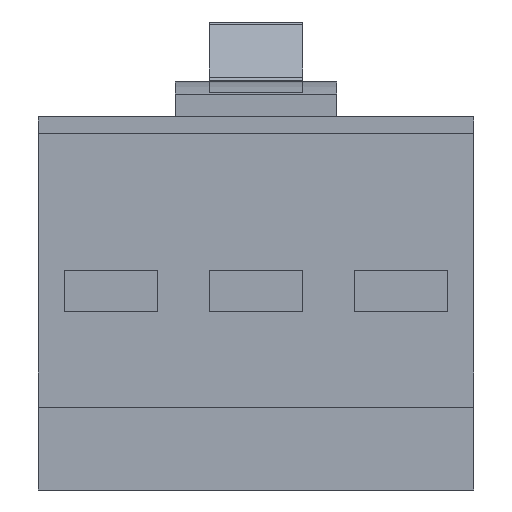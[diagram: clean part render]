
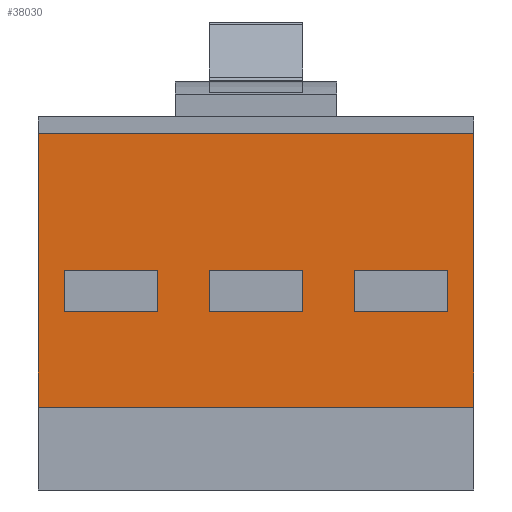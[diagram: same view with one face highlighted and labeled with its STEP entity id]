
A CAD part, front view. The second image highlights one B-rep face of the part: STEP entity #38030.
In plain terms, the highlighted planar face has unit normal (0, -1, 0).
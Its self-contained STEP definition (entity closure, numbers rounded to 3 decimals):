
#6330=CARTESIAN_POINT('',(-105.,-170.,-8.));
#6340=VERTEX_POINT('',#6330);
#6370=CARTESIAN_POINT('',(-105.,-170.,0.));
#6380=DIRECTION('',(0.,0.,-1.));
#6390=VECTOR('',#6380,1.);
#6400=LINE('',#6370,#6390);
#6410=CARTESIAN_POINT('',(-105.,-170.,-140.));
#6420=VERTEX_POINT('',#6410);
#6430=EDGE_CURVE('',#6340,#6420,#6400,.T.);
#21680=CARTESIAN_POINT('',(-22.5,-170.,-74.));
#21690=VERTEX_POINT('',#21680);
#21720=CARTESIAN_POINT('',(0.,-170.,-74.));
#21730=DIRECTION('',(1.,0.,0.));
#21740=VECTOR('',#21730,1.);
#21750=LINE('',#21720,#21740);
#21760=CARTESIAN_POINT('',(22.5,-170.,-74.));
#21770=VERTEX_POINT('',#21760);
#21780=EDGE_CURVE('',#21690,#21770,#21750,.T.);
#22920=CARTESIAN_POINT('',(92.5,-170.,0.));
#22930=DIRECTION('',(0.,0.,-1.));
#22940=VECTOR('',#22930,1.);
#22950=LINE('',#22920,#22940);
#22960=CARTESIAN_POINT('',(92.5,-170.,-74.));
#22970=VERTEX_POINT('',#22960);
#22980=CARTESIAN_POINT('',(92.5,-170.,-94.));
#22990=VERTEX_POINT('',#22980);
#23000=EDGE_CURVE('',#22970,#22990,#22950,.T.);
#25140=CARTESIAN_POINT('',(105.,-170.,-8.));
#25150=VERTEX_POINT('',#25140);
#25180=CARTESIAN_POINT('',(0.,-170.,-8.));
#25190=DIRECTION('',(1.,0.,0.));
#25200=VECTOR('',#25190,1.);
#25210=LINE('',#25180,#25200);
#25220=EDGE_CURVE('',#6340,#25150,#25210,.T.);
#25940=CARTESIAN_POINT('',(47.5,-170.,0.));
#25950=DIRECTION('',(0.,0.,-1.));
#25960=VECTOR('',#25950,1.);
#25970=LINE('',#25940,#25960);
#25980=CARTESIAN_POINT('',(47.5,-170.,-74.));
#25990=VERTEX_POINT('',#25980);
#26000=CARTESIAN_POINT('',(47.5,-170.,-94.));
#26010=VERTEX_POINT('',#26000);
#26020=EDGE_CURVE('',#25990,#26010,#25970,.T.);
#28730=CARTESIAN_POINT('',(0.,-170.,-94.));
#28740=DIRECTION('',(1.,0.,0.));
#28750=VECTOR('',#28740,1.);
#28760=LINE('',#28730,#28750);
#28770=EDGE_CURVE('',#26010,#22990,#28760,.T.);
#30610=CARTESIAN_POINT('',(22.5,-170.,0.));
#30620=DIRECTION('',(0.,0.,-1.));
#30630=VECTOR('',#30620,1.);
#30640=LINE('',#30610,#30630);
#30650=CARTESIAN_POINT('',(22.5,-170.,-94.));
#30660=VERTEX_POINT('',#30650);
#30670=EDGE_CURVE('',#21770,#30660,#30640,.T.);
#31910=CARTESIAN_POINT('',(0.,-170.,-74.));
#31920=DIRECTION('',(-1.,0.,0.));
#31930=VECTOR('',#31920,1.);
#31940=LINE('',#31910,#31930);
#31950=CARTESIAN_POINT('',(-47.5,-170.,-74.));
#31960=VERTEX_POINT('',#31950);
#31970=CARTESIAN_POINT('',(-92.5,-170.,-74.));
#31980=VERTEX_POINT('',#31970);
#31990=EDGE_CURVE('',#31960,#31980,#31940,.T.);
#32490=CARTESIAN_POINT('',(-47.5,-170.,-94.));
#32500=VERTEX_POINT('',#32490);
#32530=CARTESIAN_POINT('',(0.,-170.,-94.));
#32540=DIRECTION('',(1.,0.,0.));
#32550=VECTOR('',#32540,1.);
#32560=LINE('',#32530,#32550);
#32570=CARTESIAN_POINT('',(-92.5,-170.,-94.));
#32580=VERTEX_POINT('',#32570);
#32590=EDGE_CURVE('',#32580,#32500,#32560,.T.);
#33990=CARTESIAN_POINT('',(-22.5,-170.,0.));
#34000=DIRECTION('',(0.,0.,1.));
#34010=VECTOR('',#34000,1.);
#34020=LINE('',#33990,#34010);
#34030=CARTESIAN_POINT('',(-22.5,-170.,-94.));
#34040=VERTEX_POINT('',#34030);
#34050=EDGE_CURVE('',#34040,#21690,#34020,.T.);
#34300=CARTESIAN_POINT('',(-92.5,-170.,0.));
#34310=DIRECTION('',(0.,0.,-1.));
#34320=VECTOR('',#34310,1.);
#34330=LINE('',#34300,#34320);
#34340=EDGE_CURVE('',#31980,#32580,#34330,.T.);
#34510=CARTESIAN_POINT('',(0.,-170.,-94.));
#34520=DIRECTION('',(1.,0.,0.));
#34530=VECTOR('',#34520,1.);
#34540=LINE('',#34510,#34530);
#34550=EDGE_CURVE('',#34040,#30660,#34540,.T.);
#35630=CARTESIAN_POINT('',(-47.5,-170.,0.));
#35640=DIRECTION('',(0.,0.,1.));
#35650=VECTOR('',#35640,1.);
#35660=LINE('',#35630,#35650);
#35670=EDGE_CURVE('',#32500,#31960,#35660,.T.);
#36040=CARTESIAN_POINT('',(0.,-170.,-74.));
#36050=DIRECTION('',(-1.,0.,0.));
#36060=VECTOR('',#36050,1.);
#36070=LINE('',#36040,#36060);
#36080=EDGE_CURVE('',#22970,#25990,#36070,.T.);
#37090=CARTESIAN_POINT('',(105.,-170.,-140.));
#37100=VERTEX_POINT('',#37090);
#37130=CARTESIAN_POINT('',(105.,-170.,0.));
#37140=DIRECTION('',(0.,0.,1.));
#37150=VECTOR('',#37140,1.);
#37160=LINE('',#37130,#37150);
#37170=EDGE_CURVE('',#37100,#25150,#37160,.T.);
#37440=CARTESIAN_POINT('',(0.,-170.,-140.));
#37450=DIRECTION('',(-1.,0.,0.));
#37460=VECTOR('',#37450,1.);
#37470=LINE('',#37440,#37460);
#37480=EDGE_CURVE('',#37100,#6420,#37470,.T.);
#37740=CARTESIAN_POINT('',(-47.5,-170.,-154.));
#37750=DIRECTION('',(-0.,1.,0.));
#37760=DIRECTION('',(1.,0.,0.));
#37770=AXIS2_PLACEMENT_3D('',#37740,#37750,#37760);
#37780=PLANE('',#37770);
#37790=ORIENTED_EDGE('',*,*,#6430,.T.);
#37800=ORIENTED_EDGE('',*,*,#25220,.F.);
#37810=ORIENTED_EDGE('',*,*,#37170,.T.);
#37820=ORIENTED_EDGE('',*,*,#37480,.F.);
#37830=EDGE_LOOP('',(#37820,#37810,#37800,#37790));
#37840=FACE_OUTER_BOUND('',#37830,.T.);
#37850=ORIENTED_EDGE('',*,*,#30670,.T.);
#37860=ORIENTED_EDGE('',*,*,#21780,.T.);
#37870=ORIENTED_EDGE('',*,*,#34050,.T.);
#37880=ORIENTED_EDGE('',*,*,#34550,.F.);
#37890=EDGE_LOOP('',(#37880,#37870,#37860,#37850));
#37900=FACE_BOUND('',#37890,.T.);
#37910=ORIENTED_EDGE('',*,*,#26020,.F.);
#37920=ORIENTED_EDGE('',*,*,#28770,.F.);
#37930=ORIENTED_EDGE('',*,*,#23000,.T.);
#37940=ORIENTED_EDGE('',*,*,#36080,.F.);
#37950=EDGE_LOOP('',(#37940,#37930,#37920,#37910));
#37960=FACE_BOUND('',#37950,.T.);
#37970=ORIENTED_EDGE('',*,*,#35670,.F.);
#37980=ORIENTED_EDGE('',*,*,#31990,.F.);
#37990=ORIENTED_EDGE('',*,*,#34340,.F.);
#38000=ORIENTED_EDGE('',*,*,#32590,.F.);
#38010=EDGE_LOOP('',(#38000,#37990,#37980,#37970));
#38020=FACE_BOUND('',#38010,.T.);
#38030=ADVANCED_FACE('',(#37840,#37900,#37960,#38020),#37780,.F.);
